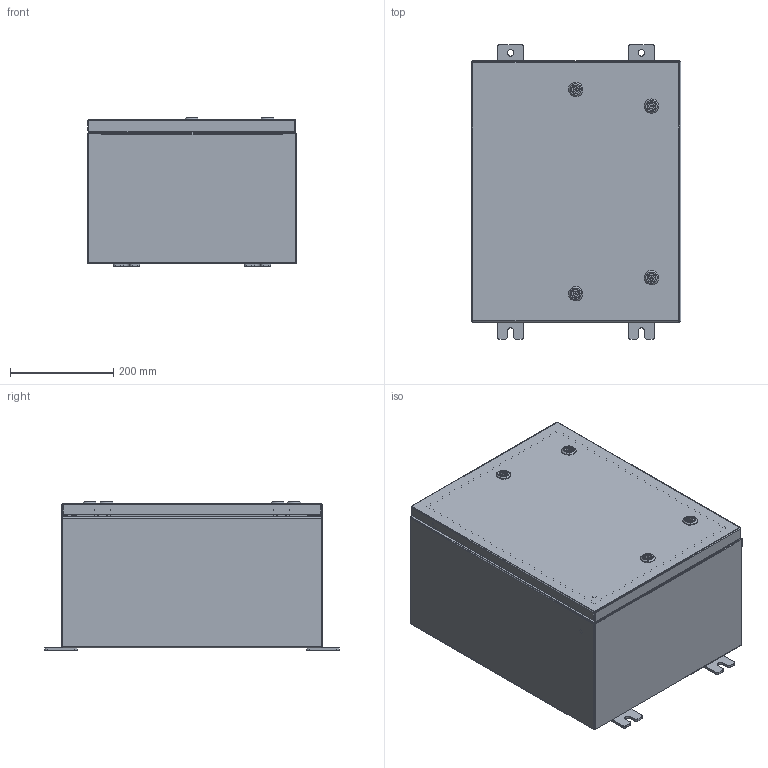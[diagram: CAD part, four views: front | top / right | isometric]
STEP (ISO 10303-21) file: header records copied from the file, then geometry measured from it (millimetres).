
FILE_DESCRIPTION (( 'STEP AP203' ), '1' );
FILE_NAME ('CHDSS201610WP.STEP', '2014-02-19T15:26:21', ( 'changeme' ), ( 'Microsoft' ), 'SwSTEP 2.0', 'SolidWorks 2013', '' );
FILE_SCHEMA (( 'CONFIG_CONTROL_DESIGN' ));
Length unit declared in the file: inch
Products named in the file (18): CHDSS201610WP; Concealed Hinge enclosure side; CHDSS201610WP Mounting Feet; Housing-211301-IB-Industrilas_Housing-211301-IB-Industrilas; Quarter-20 CD Stud; Nut-211301-IB-Industrilas_Nut-211301-IB-Industrilas; CHDSS201610WP Cover; Washer-221320-IB-Industrilas_Washer-221320-IB-Industrilas; CHDSS201610WP Body; Screw-221320-IB-Industrilas_Screw-221320-IB-Industrilas; CHDSS201610WP Bottom; Insert-221320-IB-Industrilas_Insert-221320-IB-Industrilas; CHDSS201610WP Top; HW-CLH-E5-8004_Cam-232112-U-Industrilas; Concealed Hinge (Cover Side); CHDSS201610WP Backpanel; HW-CLH-R001-0500_2412-026240-2445-Industrilas; CHDSS201610WP Mounting Studs
Assembly tree (29 placements, depth 3):
  CHDSS201610WP
    CHDSS201610WP Backpanel
    CHDSS201610WP Mounting Studs  x4
    CHDSS201610WP Mounting Feet  x4
    Quarter-20 CD Stud  x2
    CHDSS201610WP Cover
    CHDSS201610WP Body
    CHDSS201610WP Bottom
    CHDSS201610WP Top
    Concealed Hinge (Cover Side)  x2
    Concealed Hinge enclosure side  x2
    HW-CLH-R001-0500_2412-026240-2445-Industrilas  x4
      Housing-211301-IB-Industrilas_Housing-211301-IB-Industrilas
      Nut-211301-IB-Industrilas_Nut-211301-IB-Industrilas
      Washer-221320-IB-Industrilas_Washer-221320-IB-Industrilas
      Screw-221320-IB-Industrilas_Screw-221320-IB-Industrilas
      Insert-221320-IB-Industrilas_Insert-221320-IB-Industrilas
      HW-CLH-E5-8004_Cam-232112-U-Industrilas
Bounding box: 406.4 x 571.5 x 288.44 mm (x, y, z)
Volume: 2409446.5 mm3; surface area: 2395321.7 mm2
Topology: 43 solids, 43 shells, 3794 faces, 9530 edges, 5836 vertices
Faces by surface type: cylinder 1186, plane 1164, bspline 844, cone 484, torus 88, sphere 28
Entity records: 62728 total; most frequent: CARTESIAN_POINT 34900, ORIENTED_EDGE 5806, DIRECTION 4759, EDGE_CURVE 2903, AXIS2_PLACEMENT_3D 1770, VERTEX_POINT 1763, LINE 1219, VECTOR 1219
